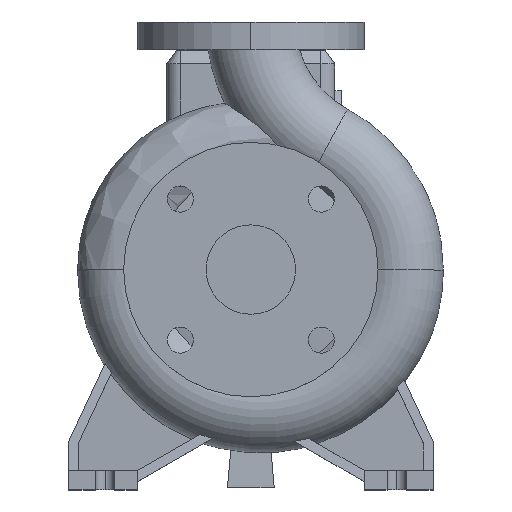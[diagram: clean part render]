
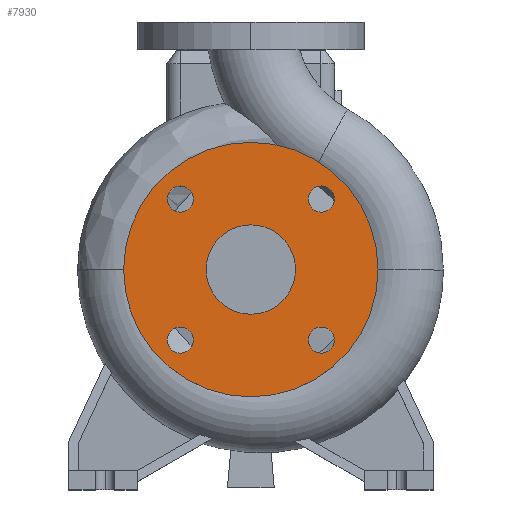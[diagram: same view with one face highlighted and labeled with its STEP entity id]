
A CAD part, top view. The second image highlights one B-rep face of the part: STEP entity #7930.
In plain terms, the highlighted planar face has unit normal (0, 0, 1).
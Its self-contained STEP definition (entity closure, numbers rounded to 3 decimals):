
#120 = EDGE_LOOP ( 'NONE', ( #6248, #2759 ) ) ;
#204 = EDGE_CURVE ( 'NONE', #13876, #7869, #1239, .T. ) ;
#343 = VERTEX_POINT ( 'NONE', #2172 ) ;
#446 = FACE_OUTER_BOUND ( 'NONE', #120, .T. ) ;
#470 = AXIS2_PLACEMENT_3D ( 'NONE', #12212, #5923, #2533 ) ;
#542 = DIRECTION ( 'NONE',  ( 0., 0., 1. ) ) ;
#593 = VERTEX_POINT ( 'NONE', #5001 ) ;
#621 = ORIENTED_EDGE ( 'NONE', *, *, #4241, .F. ) ;
#662 = VERTEX_POINT ( 'NONE', #4204 ) ;
#681 = VERTEX_POINT ( 'NONE', #8723 ) ;
#786 = DIRECTION ( 'NONE',  ( 1., 0., 0. ) ) ;
#969 = AXIS2_PLACEMENT_3D ( 'NONE', #10750, #13011, #9622 ) ;
#1211 = AXIS2_PLACEMENT_3D ( 'NONE', #5772, #542, #4855 ) ;
#1219 = DIRECTION ( 'NONE',  ( 0., 0., 1. ) ) ;
#1239 = CIRCLE ( 'NONE', #10934, 9.5 ) ;
#1426 = CIRCLE ( 'NONE', #13389, 9.5 ) ;
#1577 = FACE_BOUND ( 'NONE', #8785, .T. ) ;
#1693 = CARTESIAN_POINT ( 'NONE',  ( 0., 0., 100. ) ) ;
#2001 = ORIENTED_EDGE ( 'NONE', *, *, #4640, .F. ) ;
#2172 = CARTESIAN_POINT ( 'NONE',  ( -32.5, 0., 100. ) ) ;
#2182 = ORIENTED_EDGE ( 'NONE', *, *, #5789, .F. ) ;
#2381 = CIRCLE ( 'NONE', #3516, 9.5 ) ;
#2428 = VERTEX_POINT ( 'NONE', #3271 ) ;
#2533 = DIRECTION ( 'NONE',  ( 1., 0., 0. ) ) ;
#2759 = ORIENTED_EDGE ( 'NONE', *, *, #10676, .T. ) ;
#2777 = PLANE ( 'NONE',  #5441 ) ;
#2835 = DIRECTION ( 'NONE',  ( 0., 0., 1. ) ) ;
#2913 = FACE_BOUND ( 'NONE', #11002, .T. ) ;
#3096 = CARTESIAN_POINT ( 'NONE',  ( -60.765, 51.265, 100. ) ) ;
#3163 = CARTESIAN_POINT ( 'NONE',  ( -92.5, 0., 100. ) ) ;
#3271 = CARTESIAN_POINT ( 'NONE',  ( 60.765, -51.265, 100. ) ) ;
#3516 = AXIS2_PLACEMENT_3D ( 'NONE', #12372, #13653, #786 ) ;
#3885 = DIRECTION ( 'NONE',  ( 1., 0., 0. ) ) ;
#4026 = AXIS2_PLACEMENT_3D ( 'NONE', #8089, #5831, #5899 ) ;
#4105 = CIRCLE ( 'NONE', #13588, 32.5 ) ;
#4204 = CARTESIAN_POINT ( 'NONE',  ( -41.765, -51.265, 100. ) ) ;
#4241 = EDGE_CURVE ( 'NONE', #2428, #9583, #5955, .T. ) ;
#4372 = ORIENTED_EDGE ( 'NONE', *, *, #204, .F. ) ;
#4457 = CARTESIAN_POINT ( 'NONE',  ( 32.5, 0., 100. ) ) ;
#4640 = EDGE_CURVE ( 'NONE', #593, #662, #2381, .T. ) ;
#4855 = DIRECTION ( 'NONE',  ( 1., 0., 0. ) ) ;
#4944 = CARTESIAN_POINT ( 'NONE',  ( -51.265, 51.265, 100. ) ) ;
#4992 = ORIENTED_EDGE ( 'NONE', *, *, #12750, .F. ) ;
#5001 = CARTESIAN_POINT ( 'NONE',  ( -60.765, -51.265, 100. ) ) ;
#5017 = DIRECTION ( 'NONE',  ( 0., 0., 1. ) ) ;
#5038 = EDGE_CURVE ( 'NONE', #8054, #5204, #9425, .T. ) ;
#5204 = VERTEX_POINT ( 'NONE', #3163 ) ;
#5230 = CIRCLE ( 'NONE', #9502, 92.5 ) ;
#5328 = CARTESIAN_POINT ( 'NONE',  ( 0., 0., 100. ) ) ;
#5441 = AXIS2_PLACEMENT_3D ( 'NONE', #11178, #6026, #13518 ) ;
#5729 = ORIENTED_EDGE ( 'NONE', *, *, #6113, .F. ) ;
#5772 = CARTESIAN_POINT ( 'NONE',  ( 51.265, -51.265, 100. ) ) ;
#5789 = EDGE_CURVE ( 'NONE', #7869, #13876, #12601, .T. ) ;
#5820 = CARTESIAN_POINT ( 'NONE',  ( -41.765, 51.265, 100. ) ) ;
#5831 = DIRECTION ( 'NONE',  ( 0., 0., 1. ) ) ;
#5894 = DIRECTION ( 'NONE',  ( 1., 0., 0. ) ) ;
#5899 = DIRECTION ( 'NONE',  ( 1., 0., 0. ) ) ;
#5923 = DIRECTION ( 'NONE',  ( 0., 0., 1. ) ) ;
#5928 = DIRECTION ( 'NONE',  ( 1., 0., 0. ) ) ;
#5955 = CIRCLE ( 'NONE', #1211, 9.5 ) ;
#6000 = DIRECTION ( 'NONE',  ( 0., 0., 1. ) ) ;
#6026 = DIRECTION ( 'NONE',  ( 0., 0., -1. ) ) ;
#6113 = EDGE_CURVE ( 'NONE', #9224, #343, #8541, .T. ) ;
#6248 = ORIENTED_EDGE ( 'NONE', *, *, #5038, .T. ) ;
#6424 = CARTESIAN_POINT ( 'NONE',  ( 41.765, -51.265, 100. ) ) ;
#6515 = AXIS2_PLACEMENT_3D ( 'NONE', #5328, #1219, #13014 ) ;
#6715 = ORIENTED_EDGE ( 'NONE', *, *, #9866, .F. ) ;
#6810 = DIRECTION ( 'NONE',  ( 0., 0., 1. ) ) ;
#6988 = DIRECTION ( 'NONE',  ( 0., 0., 1. ) ) ;
#7176 = EDGE_LOOP ( 'NONE', ( #6715, #2001 ) ) ;
#7199 = CARTESIAN_POINT ( 'NONE',  ( 51.265, 51.265, 100. ) ) ;
#7516 = ORIENTED_EDGE ( 'NONE', *, *, #13866, .F. ) ;
#7679 = CIRCLE ( 'NONE', #470, 9.5 ) ;
#7727 = ORIENTED_EDGE ( 'NONE', *, *, #12737, .F. ) ;
#7869 = VERTEX_POINT ( 'NONE', #5820 ) ;
#7930 = ADVANCED_FACE ( 'NONE', ( #10333, #446, #12591, #2913, #9135, #1577 ), #2777, .F. ) ;
#8054 = VERTEX_POINT ( 'NONE', #8485 ) ;
#8089 = CARTESIAN_POINT ( 'NONE',  ( -51.265, 51.265, 100. ) ) ;
#8277 = CARTESIAN_POINT ( 'NONE',  ( 0., 0., 100. ) ) ;
#8485 = CARTESIAN_POINT ( 'NONE',  ( 92.5, 0., 100. ) ) ;
#8541 = CIRCLE ( 'NONE', #6515, 32.5 ) ;
#8716 = ORIENTED_EDGE ( 'NONE', *, *, #11207, .F. ) ;
#8723 = CARTESIAN_POINT ( 'NONE',  ( 60.765, 51.265, 100. ) ) ;
#8785 = EDGE_LOOP ( 'NONE', ( #621, #7727 ) ) ;
#8892 = AXIS2_PLACEMENT_3D ( 'NONE', #7199, #6988, #3885 ) ;
#8980 = AXIS2_PLACEMENT_3D ( 'NONE', #1693, #6000, #5928 ) ;
#9135 = FACE_BOUND ( 'NONE', #7176, .T. ) ;
#9224 = VERTEX_POINT ( 'NONE', #4457 ) ;
#9425 = CIRCLE ( 'NONE', #8980, 92.5 ) ;
#9502 = AXIS2_PLACEMENT_3D ( 'NONE', #8277, #2835, #12579 ) ;
#9554 = CARTESIAN_POINT ( 'NONE',  ( 51.265, -51.265, 100. ) ) ;
#9583 = VERTEX_POINT ( 'NONE', #6424 ) ;
#9622 = DIRECTION ( 'NONE',  ( 1., 0., 0. ) ) ;
#9866 = EDGE_CURVE ( 'NONE', #662, #593, #7679, .T. ) ;
#10333 = FACE_BOUND ( 'NONE', #10453, .T. ) ;
#10453 = EDGE_LOOP ( 'NONE', ( #5729, #8716 ) ) ;
#10676 = EDGE_CURVE ( 'NONE', #5204, #8054, #5230, .T. ) ;
#10694 = CIRCLE ( 'NONE', #8892, 9.5 ) ;
#10750 = CARTESIAN_POINT ( 'NONE',  ( 51.265, 51.265, 100. ) ) ;
#10934 = AXIS2_PLACEMENT_3D ( 'NONE', #4944, #5017, #11435 ) ;
#11002 = EDGE_LOOP ( 'NONE', ( #2182, #4372 ) ) ;
#11178 = CARTESIAN_POINT ( 'NONE',  ( 0., 92.5, 100. ) ) ;
#11207 = EDGE_CURVE ( 'NONE', #343, #9224, #4105, .T. ) ;
#11257 = CARTESIAN_POINT ( 'NONE',  ( 0., 0., 100. ) ) ;
#11435 = DIRECTION ( 'NONE',  ( 1., 0., 0. ) ) ;
#12027 = VERTEX_POINT ( 'NONE', #12141 ) ;
#12141 = CARTESIAN_POINT ( 'NONE',  ( 41.765, 51.265, 100. ) ) ;
#12212 = CARTESIAN_POINT ( 'NONE',  ( -51.265, -51.265, 100. ) ) ;
#12372 = CARTESIAN_POINT ( 'NONE',  ( -51.265, -51.265, 100. ) ) ;
#12579 = DIRECTION ( 'NONE',  ( 1., 0., 0. ) ) ;
#12591 = FACE_BOUND ( 'NONE', #13111, .T. ) ;
#12601 = CIRCLE ( 'NONE', #4026, 9.5 ) ;
#12734 = DIRECTION ( 'NONE',  ( 0., 0., 1. ) ) ;
#12737 = EDGE_CURVE ( 'NONE', #9583, #2428, #1426, .T. ) ;
#12750 = EDGE_CURVE ( 'NONE', #12027, #681, #13834, .T. ) ;
#13011 = DIRECTION ( 'NONE',  ( 0., 0., 1. ) ) ;
#13014 = DIRECTION ( 'NONE',  ( 1., 0., 0. ) ) ;
#13111 = EDGE_LOOP ( 'NONE', ( #7516, #4992 ) ) ;
#13389 = AXIS2_PLACEMENT_3D ( 'NONE', #9554, #12734, #13861 ) ;
#13518 = DIRECTION ( 'NONE',  ( -1., 0., 0. ) ) ;
#13588 = AXIS2_PLACEMENT_3D ( 'NONE', #11257, #6810, #5894 ) ;
#13653 = DIRECTION ( 'NONE',  ( 0., 0., 1. ) ) ;
#13834 = CIRCLE ( 'NONE', #969, 9.5 ) ;
#13861 = DIRECTION ( 'NONE',  ( 1., 0., 0. ) ) ;
#13866 = EDGE_CURVE ( 'NONE', #681, #12027, #10694, .T. ) ;
#13876 = VERTEX_POINT ( 'NONE', #3096 ) ;
